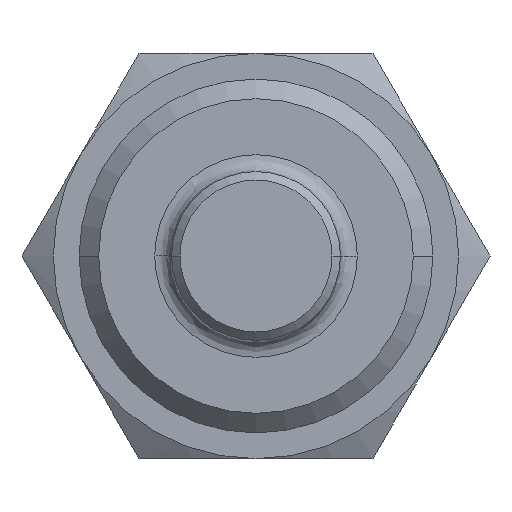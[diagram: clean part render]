
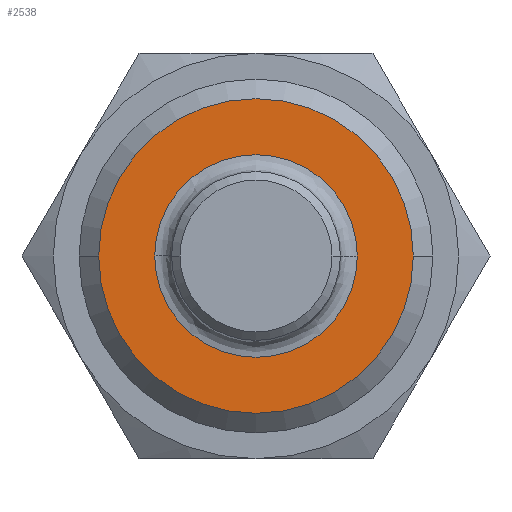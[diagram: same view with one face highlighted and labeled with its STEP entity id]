
A CAD part, front view. The second image highlights one B-rep face of the part: STEP entity #2538.
In plain terms, the highlighted free-form (B-spline) face has degree [1, 1] with [2, 2] control points.
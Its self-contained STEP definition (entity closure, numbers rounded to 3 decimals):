
#712=CARTESIAN_POINT('',(0.,-14.,0.));
#713=DIRECTION('',(0.,1.,0.));
#714=DIRECTION('',(1.,0.,0.));
#715=AXIS2_PLACEMENT_3D('',#712,#713,#714);
#726=CARTESIAN_POINT('',(0.,-14.,0.));
#727=DIRECTION('',(0.,-1.,0.));
#728=DIRECTION('',(1.,0.,0.));
#729=AXIS2_PLACEMENT_3D('',#726,#727,#728);
#731=CARTESIAN_POINT('',(0.,-14.,0.));
#732=DIRECTION('',(0.,-1.,0.));
#733=DIRECTION('',(-1.,0.,0.));
#734=AXIS2_PLACEMENT_3D('',#731,#732,#733);
#736=CARTESIAN_POINT('',(0.,-14.,0.));
#737=DIRECTION('',(0.,-1.,0.));
#738=DIRECTION('',(1.,0.,0.));
#739=AXIS2_PLACEMENT_3D('',#736,#737,#738);
#959=CARTESIAN_POINT('',(9.316,-14.,0.));
#960=CARTESIAN_POINT('',(-9.316,-14.,0.));
#961=VERTEX_POINT('',#959);
#962=VERTEX_POINT('',#960);
#967=CARTESIAN_POINT('',(-6.,-14.,0.));
#968=CARTESIAN_POINT('',(6.,-14.,0.));
#969=VERTEX_POINT('',#967);
#970=VERTEX_POINT('',#968);
#2523=CARTESIAN_POINT('',(9.688,-14.,9.691));
#2524=CARTESIAN_POINT('',(9.688,-14.,-9.691));
#2525=CARTESIAN_POINT('',(-9.688,-14.,9.691));
#2526=CARTESIAN_POINT('',(-9.688,-14.,-9.691));
#2527=B_SPLINE_SURFACE_WITH_KNOTS('',1,1,((#2523,#2524),(#2525,#2526)),
.UNSPECIFIED.,.F.,.F.,.F.,(2,2),(2,2),(-9.688,9.688),(-9.691,
9.691),.UNSPECIFIED.);
#2528=ORIENTED_EDGE('',*,*,#2489,.T.);
#2529=ORIENTED_EDGE('',*,*,#2517,.F.);
#2530=EDGE_LOOP('',(#2528,#2529));
#2531=FACE_OUTER_BOUND('',#2530,.F.);
#2533=ORIENTED_EDGE('',*,*,#2532,.T.);
#2535=ORIENTED_EDGE('',*,*,#2534,.T.);
#2536=EDGE_LOOP('',(#2533,#2535));
#2537=FACE_BOUND('',#2536,.F.);
#716=CIRCLE('',#715,9.316);
#730=CIRCLE('',#729,9.316);
#735=CIRCLE('',#734,6.);
#740=CIRCLE('',#739,6.);
#2489=EDGE_CURVE('',#961,#962,#716,.T.);
#2517=EDGE_CURVE('',#961,#962,#730,.T.);
#2532=EDGE_CURVE('',#969,#970,#735,.T.);
#2534=EDGE_CURVE('',#970,#969,#740,.T.);
#2538=ADVANCED_FACE('',(#2531,#2537),#2527,.T.);
